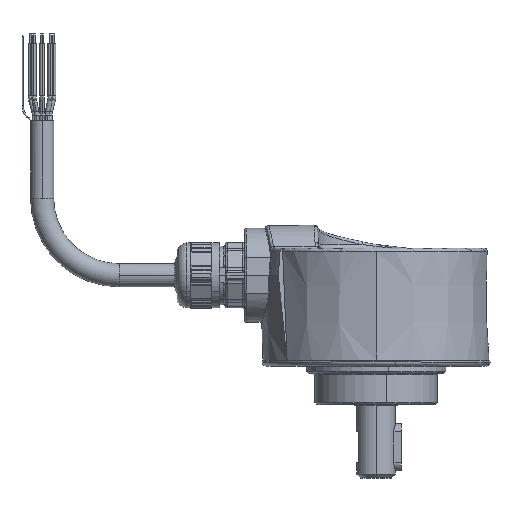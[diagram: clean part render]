
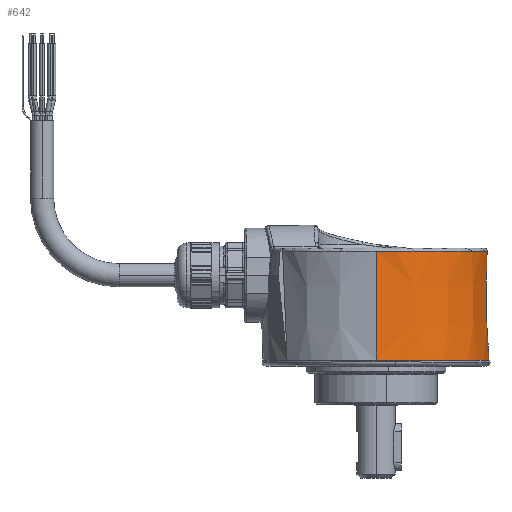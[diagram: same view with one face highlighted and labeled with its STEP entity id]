
A CAD part, top view. The second image highlights one B-rep face of the part: STEP entity #642.
In plain terms, the highlighted conical face has half-angle 1 degrees and reference radius 28.672 mm.
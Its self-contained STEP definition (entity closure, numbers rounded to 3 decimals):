
#549 = LINE ( 'NONE', #21037, #1547 ) ;
#642 = ADVANCED_FACE ( 'NONE', ( #4330 ), #3000, .T. ) ;
#1187 = B_SPLINE_CURVE_WITH_KNOTS ( 'NONE', 3,
 ( #9062, #3342, #1336, #12571 ),
 .UNSPECIFIED., .F., .F.,
 ( 4, 4 ),
 ( 0.764, 1. ),
 .UNSPECIFIED. ) ;
#1336 = CARTESIAN_POINT ( 'NONE',  ( 5.99, 47.416, -28.28 ) ) ;
#1547 = VECTOR ( 'NONE', #19731, 1000. ) ;
#1908 = VERTEX_POINT ( 'NONE', #22689 ) ;
#2192 = CIRCLE ( 'NONE', #22536, 28.758 ) ;
#2457 = ORIENTED_EDGE ( 'NONE', *, *, #7733, .F. ) ;
#3000 = CONICAL_SURFACE ( 'NONE', #9115, 28.673, 0.017 ) ;
#3342 = CARTESIAN_POINT ( 'NONE',  ( 2.994, 47.748, -28.746 ) ) ;
#3499 = VERTEX_POINT ( 'NONE', #15628 ) ;
#3935 = EDGE_CURVE ( 'NONE', #5289, #21904, #14135, .T. ) ;
#4330 = FACE_OUTER_BOUND ( 'NONE', #21783, .T. ) ;
#4360 = LINE ( 'NONE', #9589, #8757 ) ;
#4634 = ORIENTED_EDGE ( 'NONE', *, *, #14211, .T. ) ;
#5038 = ORIENTED_EDGE ( 'NONE', *, *, #13755, .T. ) ;
#5137 = ORIENTED_EDGE ( 'NONE', *, *, #20291, .T. ) ;
#5289 = VERTEX_POINT ( 'NONE', #9456 ) ;
#5438 = DIRECTION ( 'NONE',  ( 0., -1., 0. ) ) ;
#5529 = CARTESIAN_POINT ( 'NONE',  ( 0., 18.871, 29.25 ) ) ;
#5925 = CARTESIAN_POINT ( 'NONE',  ( 1.914, 18.871, 29.25 ) ) ;
#6014 = CARTESIAN_POINT ( 'NONE',  ( 3.829, 18.871, 29.061 ) ) ;
#6035 = CARTESIAN_POINT ( 'NONE',  ( 7.584, 18.871, 28.314 ) ) ;
#6245 = CARTESIAN_POINT ( 'NONE',  ( 9.425, 18.871, 27.756 ) ) ;
#6268 = CARTESIAN_POINT ( 'NONE',  ( 12.962, 18.871, 26.291 ) ) ;
#6334 = CARTESIAN_POINT ( 'NONE',  ( 14.659, 18.871, 25.384 ) ) ;
#6354 = CARTESIAN_POINT ( 'NONE',  ( 17.842, 18.871, 23.257 ) ) ;
#6412 = CARTESIAN_POINT ( 'NONE',  ( 19.329, 18.871, 22.037 ) ) ;
#6438 = CARTESIAN_POINT ( 'NONE',  ( 22.037, 18.871, 19.329 ) ) ;
#6501 = CARTESIAN_POINT ( 'NONE',  ( 23.257, 18.871, 17.842 ) ) ;
#6523 = CARTESIAN_POINT ( 'NONE',  ( 25.384, 18.871, 14.659 ) ) ;
#6607 = CARTESIAN_POINT ( 'NONE',  ( 26.291, 18.871, 12.962 ) ) ;
#6692 = CARTESIAN_POINT ( 'NONE',  ( 27.756, 18.871, 9.425 ) ) ;
#6846 = CARTESIAN_POINT ( 'NONE',  ( 28.314, 18.871, 7.584 ) ) ;
#6929 = CARTESIAN_POINT ( 'NONE',  ( 29.061, 18.871, 3.829 ) ) ;
#7007 = CARTESIAN_POINT ( 'NONE',  ( 29.25, 18.871, 1.914 ) ) ;
#7088 = CARTESIAN_POINT ( 'NONE',  ( 29.25, 18.871, -1.914 ) ) ;
#7319 = CARTESIAN_POINT ( 'NONE',  ( 29.061, 18.871, -3.829 ) ) ;
#7395 = CARTESIAN_POINT ( 'NONE',  ( 28.314, 18.871, -7.584 ) ) ;
#7733 = EDGE_CURVE ( 'NONE', #10572, #5289, #549, .T. ) ;
#7797 = CARTESIAN_POINT ( 'NONE',  ( 27.756, 18.871, -9.425 ) ) ;
#7870 = CARTESIAN_POINT ( 'NONE',  ( 26.291, 18.871, -12.962 ) ) ;
#7901 = CARTESIAN_POINT ( 'NONE',  ( 25.384, 18.871, -14.659 ) ) ;
#7960 = CARTESIAN_POINT ( 'NONE',  ( 23.257, 18.871, -17.842 ) ) ;
#7980 = CARTESIAN_POINT ( 'NONE',  ( 22.037, 18.871, -19.329 ) ) ;
#8043 = CARTESIAN_POINT ( 'NONE',  ( 19.329, 18.871, -22.037 ) ) ;
#8066 = CARTESIAN_POINT ( 'NONE',  ( 17.842, 18.871, -23.257 ) ) ;
#8144 = CARTESIAN_POINT ( 'NONE',  ( 14.659, 18.871, -25.384 ) ) ;
#8201 = CARTESIAN_POINT ( 'NONE',  ( 12.962, 18.871, -26.291 ) ) ;
#8227 = CARTESIAN_POINT ( 'NONE',  ( 9.425, 18.871, -27.756 ) ) ;
#8288 = CARTESIAN_POINT ( 'NONE',  ( 7.584, 18.871, -28.314 ) ) ;
#8397 = CARTESIAN_POINT ( 'NONE',  ( 0., 18.871, -29.25 ) ) ;
#8636 = CARTESIAN_POINT ( 'NONE',  ( 1.914, 18.871, -29.25 ) ) ;
#8703 = CARTESIAN_POINT ( 'NONE',  ( 3.829, 18.871, -29.061 ) ) ;
#8757 = VECTOR ( 'NONE', #13160, 1000. ) ;
#9062 = CARTESIAN_POINT ( 'NONE',  ( 0., 48.08, -28.74 ) ) ;
#9115 = AXIS2_PLACEMENT_3D ( 'NONE', #22943, #11757, #13522 ) ;
#9456 = CARTESIAN_POINT ( 'NONE',  ( 0., 18.871, -29.25 ) ) ;
#9589 = CARTESIAN_POINT ( 'NONE',  ( 0., 51.956, 28.673 ) ) ;
#9901 = DIRECTION ( 'NONE',  ( 0., -1., 0. ) ) ;
#10572 = VERTEX_POINT ( 'NONE', #12824 ) ;
#11757 = DIRECTION ( 'NONE',  ( 0., -1., 0. ) ) ;
#12142 = CIRCLE ( 'NONE', #16703, 28.758 ) ;
#12571 = CARTESIAN_POINT ( 'NONE',  ( 8.842, 47.085, -27.364 ) ) ;
#12824 = CARTESIAN_POINT ( 'NONE',  ( 0., 48.08, -28.74 ) ) ;
#13160 = DIRECTION ( 'NONE',  ( 0., -1., 0.017 ) ) ;
#13522 = DIRECTION ( 'NONE',  ( 0., 0., -1. ) ) ;
#13621 = VERTEX_POINT ( 'NONE', #21754 ) ;
#13755 = EDGE_CURVE ( 'NONE', #10572, #1908, #1187, .T. ) ;
#14135 = B_SPLINE_CURVE_WITH_KNOTS ( 'NONE', 3,
 ( #8397, #8636, #8703, #8288, #8227, #8201, #8144, #8066, #8043, #7980, #7960, #7901, #7870, #7797, #7395, #7319, #7088, #7007, #6929, #6846, #6692, #6607, #6523, #6501, #6438, #6412, #6354, #6334, #6268, #6245, #6035, #6014, #5925, #5529 ),
 .UNSPECIFIED., .F., .F.,
 ( 4, 2, 2, 2, 2, 2, 2, 2, 2, 2, 2, 2, 2, 2, 2, 2, 4 ),
 ( 0.183, 0.223, 0.262, 0.302, 0.342, 0.381, 0.421, 0.46, 0.5, 0.54, 0.579, 0.619, 0.658, 0.698, 0.738, 0.777, 0.817 ),
 .UNSPECIFIED. ) ;
#14211 = EDGE_CURVE ( 'NONE', #3499, #21904, #4360, .T. ) ;
#15628 = CARTESIAN_POINT ( 'NONE',  ( 0., 47.085, 28.758 ) ) ;
#16304 = DIRECTION ( 'NONE',  ( 1., 0., 0. ) ) ;
#16703 = AXIS2_PLACEMENT_3D ( 'NONE', #22425, #9901, #20699 ) ;
#18133 = CARTESIAN_POINT ( 'NONE',  ( 0., 47.085, 0. ) ) ;
#18939 = EDGE_CURVE ( 'NONE', #13621, #3499, #2192, .T. ) ;
#19731 = DIRECTION ( 'NONE',  ( 0., -1., -0.017 ) ) ;
#19822 = CARTESIAN_POINT ( 'NONE',  ( 0., 18.871, 29.25 ) ) ;
#20291 = EDGE_CURVE ( 'NONE', #1908, #13621, #12142, .T. ) ;
#20699 = DIRECTION ( 'NONE',  ( 1., 0., 0. ) ) ;
#21037 = CARTESIAN_POINT ( 'NONE',  ( 0., 51.956, -28.673 ) ) ;
#21754 = CARTESIAN_POINT ( 'NONE',  ( 28.758, 47.085, 0. ) ) ;
#21783 = EDGE_LOOP ( 'NONE', ( #22438, #4634, #22383, #2457, #5038, #5137 ) ) ;
#21904 = VERTEX_POINT ( 'NONE', #19822 ) ;
#22383 = ORIENTED_EDGE ( 'NONE', *, *, #3935, .F. ) ;
#22425 = CARTESIAN_POINT ( 'NONE',  ( 0., 47.085, 0. ) ) ;
#22438 = ORIENTED_EDGE ( 'NONE', *, *, #18939, .T. ) ;
#22536 = AXIS2_PLACEMENT_3D ( 'NONE', #18133, #5438, #16304 ) ;
#22689 = CARTESIAN_POINT ( 'NONE',  ( 8.842, 47.085, -27.364 ) ) ;
#22943 = CARTESIAN_POINT ( 'NONE',  ( 0., 51.956, 0. ) ) ;
